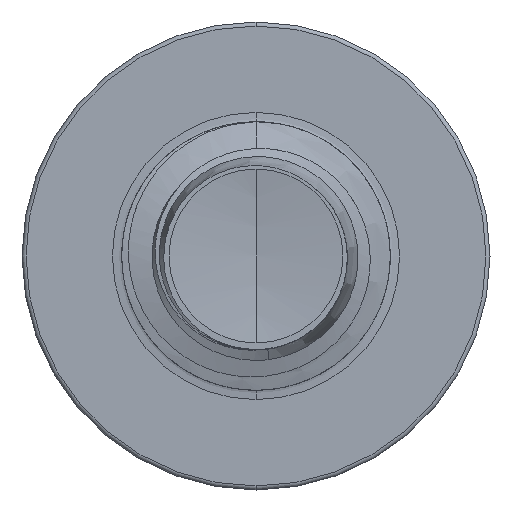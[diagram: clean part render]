
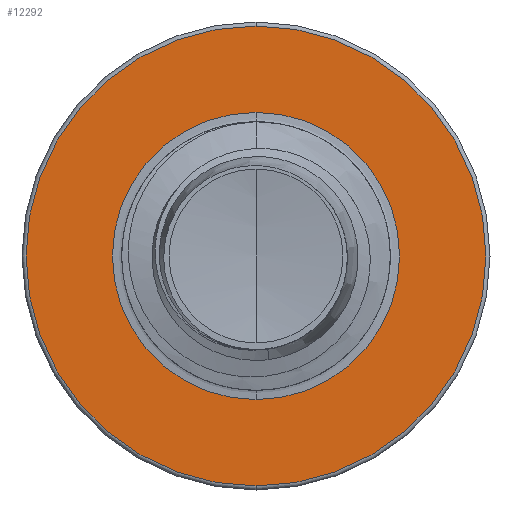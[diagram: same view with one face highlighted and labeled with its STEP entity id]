
A CAD part, front view. The second image highlights one B-rep face of the part: STEP entity #12292.
In plain terms, the highlighted planar face has unit normal (0, -1, 0).
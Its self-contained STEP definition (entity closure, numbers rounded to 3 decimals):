
#317 = FACE_BOUND ( 'NONE', #9232, .T. ) ;
#514 = VERTEX_POINT ( 'NONE', #14585 ) ;
#786 = CIRCLE ( 'NONE', #2509, 2.998 ) ;
#1114 = VERTEX_POINT ( 'NONE', #10509 ) ;
#1158 = CARTESIAN_POINT ( 'NONE',  ( 0., 10., -1.872 ) ) ;
#1885 = CARTESIAN_POINT ( 'NONE',  ( 0., 10., -1.872 ) ) ;
#2509 = AXIS2_PLACEMENT_3D ( 'NONE', #18052, #7237, #19852 ) ;
#3107 = AXIS2_PLACEMENT_3D ( 'NONE', #21344, #10557, #23157 ) ;
#3704 = PLANE ( 'NONE',  #5237 ) ;
#3786 = VERTEX_POINT ( 'NONE', #5323 ) ;
#3850 = DIRECTION ( 'NONE',  ( 0., 1., 0. ) ) ;
#4167 = ORIENTED_EDGE ( 'NONE', *, *, #7081, .T. ) ;
#5001 = ORIENTED_EDGE ( 'NONE', *, *, #21147, .F. ) ;
#5237 = AXIS2_PLACEMENT_3D ( 'NONE', #1885, #16319, #5507 ) ;
#5323 = CARTESIAN_POINT ( 'NONE',  ( 0., 10., 1.872 ) ) ;
#5507 = DIRECTION ( 'NONE',  ( 0., 0., 1. ) ) ;
#5642 = ORIENTED_EDGE ( 'NONE', *, *, #16859, .F. ) ;
#6752 = CIRCLE ( 'NONE', #11803, 2.998 ) ;
#7081 = EDGE_CURVE ( 'NONE', #20750, #3786, #16301, .T. ) ;
#7175 = EDGE_LOOP ( 'NONE', ( #5001, #5642 ) ) ;
#7237 = DIRECTION ( 'NONE',  ( 0., 1., 0. ) ) ;
#7304 = EDGE_CURVE ( 'NONE', #3786, #20750, #15176, .T. ) ;
#7409 = DIRECTION ( 'NONE',  ( 0., 1., 0. ) ) ;
#9232 = EDGE_LOOP ( 'NONE', ( #22702, #4167 ) ) ;
#10509 = CARTESIAN_POINT ( 'NONE',  ( 0., 10., 2.998 ) ) ;
#10557 = DIRECTION ( 'NONE',  ( 0., 1., 0. ) ) ;
#11588 = AXIS2_PLACEMENT_3D ( 'NONE', #14670, #3850, #16473 ) ;
#11803 = AXIS2_PLACEMENT_3D ( 'NONE', #18215, #7409, #20032 ) ;
#12292 = ADVANCED_FACE ( 'NONE', ( #23155, #317 ), #3704, .F. ) ;
#14585 = CARTESIAN_POINT ( 'NONE',  ( 0., 10., -2.997 ) ) ;
#14670 = CARTESIAN_POINT ( 'NONE',  ( 0., 10., 0. ) ) ;
#15176 = CIRCLE ( 'NONE', #11588, 1.872 ) ;
#16301 = CIRCLE ( 'NONE', #3107, 1.872 ) ;
#16319 = DIRECTION ( 'NONE',  ( 0., 1., 0. ) ) ;
#16473 = DIRECTION ( 'NONE',  ( 0., 0., 1. ) ) ;
#16859 = EDGE_CURVE ( 'NONE', #514, #1114, #6752, .T. ) ;
#18052 = CARTESIAN_POINT ( 'NONE',  ( 0., 10., 0. ) ) ;
#18215 = CARTESIAN_POINT ( 'NONE',  ( 0., 10., 0. ) ) ;
#19852 = DIRECTION ( 'NONE',  ( 0., 0., 1. ) ) ;
#20032 = DIRECTION ( 'NONE',  ( 0., 0., 1. ) ) ;
#20750 = VERTEX_POINT ( 'NONE', #1158 ) ;
#21147 = EDGE_CURVE ( 'NONE', #1114, #514, #786, .T. ) ;
#21344 = CARTESIAN_POINT ( 'NONE',  ( 0., 10., 0. ) ) ;
#22702 = ORIENTED_EDGE ( 'NONE', *, *, #7304, .T. ) ;
#23155 = FACE_OUTER_BOUND ( 'NONE', #7175, .T. ) ;
#23157 = DIRECTION ( 'NONE',  ( 0., 0., 1. ) ) ;
